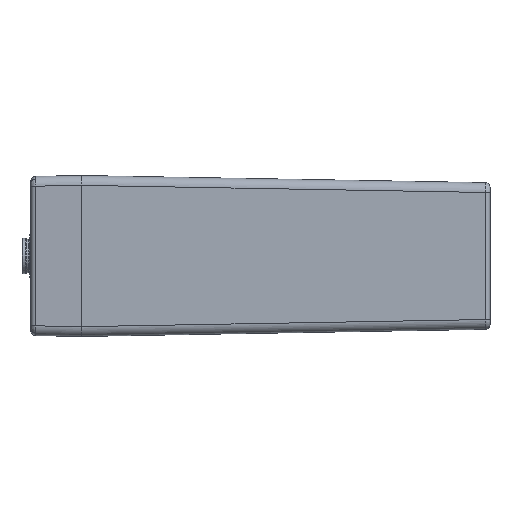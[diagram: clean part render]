
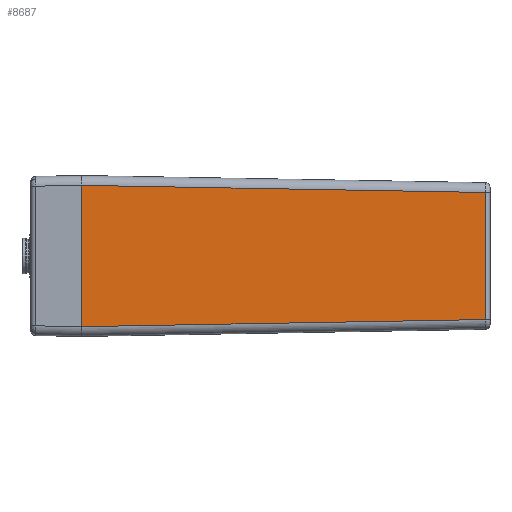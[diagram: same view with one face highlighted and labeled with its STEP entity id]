
A CAD part, left-side view. The second image highlights one B-rep face of the part: STEP entity #8687.
In plain terms, the highlighted planar face has unit normal (-1, -0.018, 0).
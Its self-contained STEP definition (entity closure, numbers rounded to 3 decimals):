
#287 = PLANE ( 'NONE',  #8224 ) ;
#593 = CARTESIAN_POINT ( 'NONE',  ( -56.38, -205.589, 32.381 ) ) ;
#618 = VERTEX_POINT ( 'NONE', #3593 ) ;
#649 = EDGE_CURVE ( 'NONE', #11343, #618, #13941, .T. ) ;
#1786 = CARTESIAN_POINT ( 'NONE',  ( -60., 0., -36.001 ) ) ;
#2124 = EDGE_LOOP ( 'NONE', ( #13121, #4087, #14264, #5575 ) ) ;
#2197 = CARTESIAN_POINT ( 'NONE',  ( -56.38, -205.589, -32.381 ) ) ;
#2209 = CARTESIAN_POINT ( 'NONE',  ( -60., 0., -36.001 ) ) ;
#2909 = EDGE_CURVE ( 'NONE', #11343, #6810, #7638, .T. ) ;
#3105 = VERTEX_POINT ( 'NONE', #13676 ) ;
#3593 = CARTESIAN_POINT ( 'NONE',  ( -56.38, -205.589, -32.381 ) ) ;
#4087 = ORIENTED_EDGE ( 'NONE', *, *, #7189, .T. ) ;
#4424 = EDGE_CURVE ( 'NONE', #3105, #618, #7392, .T. ) ;
#5572 = CARTESIAN_POINT ( 'NONE',  ( -55.27, -268.62, 36.72 ) ) ;
#5575 = ORIENTED_EDGE ( 'NONE', *, *, #649, .T. ) ;
#5720 = FACE_OUTER_BOUND ( 'NONE', #2124, .T. ) ;
#6254 = CARTESIAN_POINT ( 'NONE',  ( -60., 0., 36.001 ) ) ;
#6464 = CARTESIAN_POINT ( 'NONE',  ( -60., 0., -12. ) ) ;
#6810 = VERTEX_POINT ( 'NONE', #9179 ) ;
#7189 = EDGE_CURVE ( 'NONE', #3105, #6810, #7635, .T. ) ;
#7392 = LINE ( 'NONE', #10893, #10111 ) ;
#7635 = B_SPLINE_CURVE_WITH_KNOTS ( 'NONE', 1,
 ( #593, #13890 ),
 .UNSPECIFIED., .F., .F.,
 ( 2, 2 ),
 ( 0.235, 1. ),
 .UNSPECIFIED. ) ;
#7638 = B_SPLINE_CURVE_WITH_KNOTS ( 'NONE', 3,
 ( #1786, #6464, #14271, #6254 ),
 .UNSPECIFIED., .F., .F.,
 ( 4, 4 ),
 ( 0., 1. ),
 .UNSPECIFIED. ) ;
#8224 = AXIS2_PLACEMENT_3D ( 'NONE', #5572, #10007, #9050 ) ;
#8559 = DIRECTION ( 'NONE',  ( 0., 0., -1. ) ) ;
#8687 = ADVANCED_FACE ( 'NONE', ( #5720 ), #287, .T. ) ;
#9050 = DIRECTION ( 'NONE',  ( -0.018, 1., 0. ) ) ;
#9179 = CARTESIAN_POINT ( 'NONE',  ( -60., 0., 36.001 ) ) ;
#10007 = DIRECTION ( 'NONE',  ( -1., -0.018, 0. ) ) ;
#10111 = VECTOR ( 'NONE', #8559, 1000. ) ;
#10893 = CARTESIAN_POINT ( 'NONE',  ( -56.38, -205.589, 0. ) ) ;
#11343 = VERTEX_POINT ( 'NONE', #2209 ) ;
#12424 = CARTESIAN_POINT ( 'NONE',  ( -60., 0., -36.001 ) ) ;
#13121 = ORIENTED_EDGE ( 'NONE', *, *, #4424, .F. ) ;
#13676 = CARTESIAN_POINT ( 'NONE',  ( -56.38, -205.589, 32.381 ) ) ;
#13890 = CARTESIAN_POINT ( 'NONE',  ( -60., 0., 36.001 ) ) ;
#13941 = B_SPLINE_CURVE_WITH_KNOTS ( 'NONE', 1,
 ( #12424, #2197 ),
 .UNSPECIFIED., .F., .F.,
 ( 2, 2 ),
 ( 0., 0.765 ),
 .UNSPECIFIED. ) ;
#14264 = ORIENTED_EDGE ( 'NONE', *, *, #2909, .F. ) ;
#14271 = CARTESIAN_POINT ( 'NONE',  ( -60., 0., 12. ) ) ;
